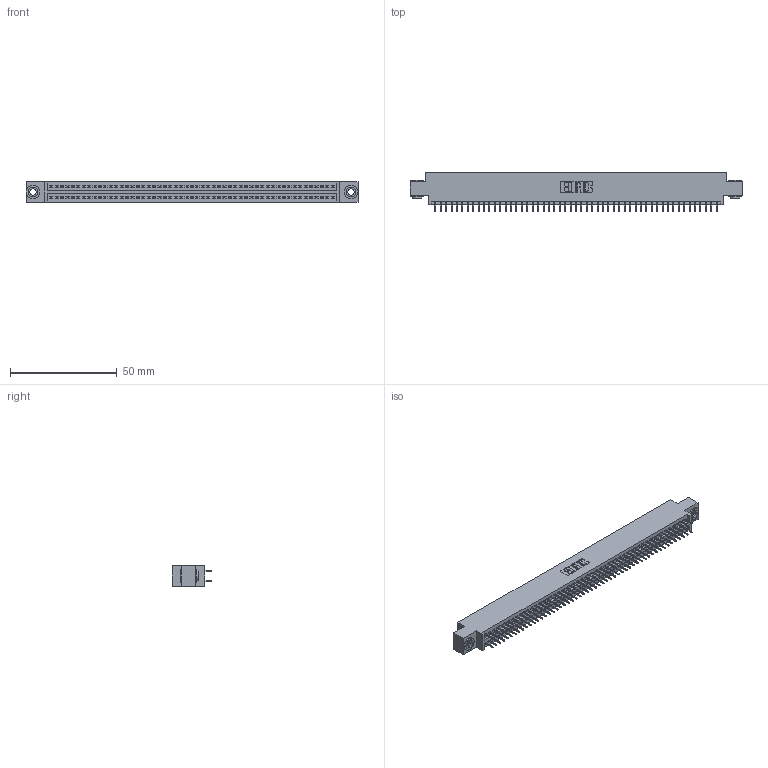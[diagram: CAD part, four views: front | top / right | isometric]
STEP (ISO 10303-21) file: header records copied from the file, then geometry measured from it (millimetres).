
FILE_DESCRIPTION (( 'STEP AP203' ), '1' );
FILE_NAME ('345-106-525-803.STEP', '2020-09-21T20:09:18', ( '' ), ( '' ), 'SwSTEP 2.0', 'SolidWorks 2020', '' );
FILE_SCHEMA (( 'CONFIG_CONTROL_DESIGN' ));
Length unit declared in the file: inch
Products named in the file (4): 345-292-001_345-293-125; 345-250-002_345-250-002-102; 345 Part_0.170 Offset - 0.156 Dia-TH; 345-106-525-803
Assembly tree (109 placements, depth 2):
  345-106-525-803
    345 Part_0.170 Offset - 0.156 Dia-TH
    345-292-001_345-293-125  x106
    345-250-002_345-250-002-102  x2
Bounding box: 155.83 x 18.72 x 9.4 mm (x, y, z)
Volume: 14971 mm3; surface area: 22165.3 mm2
Topology: 109 solids, 109 shells, 5892 faces, 16647 edges, 10670 vertices
Faces by surface type: plane 4228, cylinder 1656, cone 8
Entity records: 40960 total; most frequent: CARTESIAN_POINT 6831, ORIENTED_EDGE 6758, DIRECTION 6041, EDGE_CURVE 3379, VECTOR 3015, LINE 3015, VERTEX_POINT 2246, AXIS2_PLACEMENT_3D 1513
